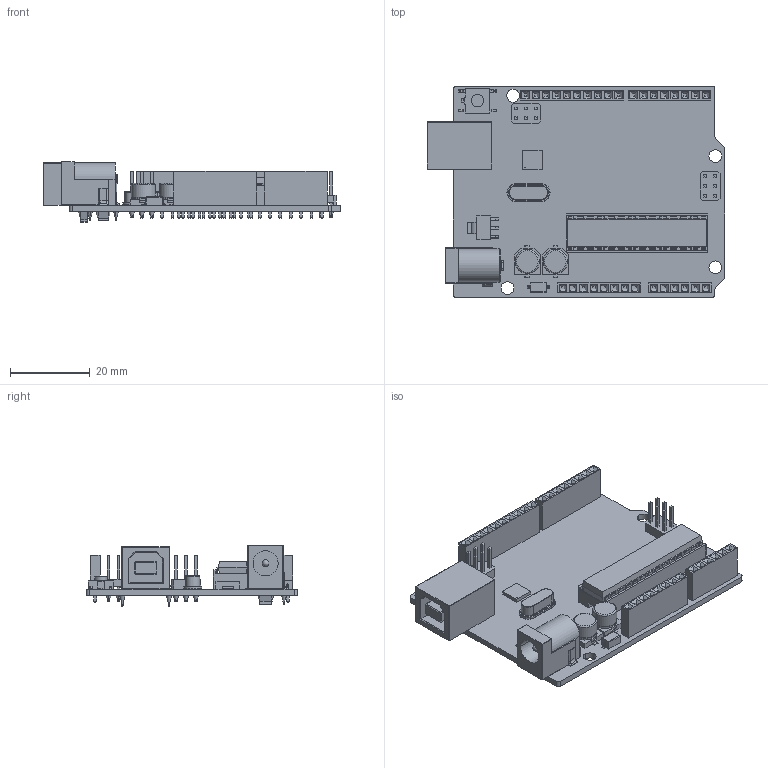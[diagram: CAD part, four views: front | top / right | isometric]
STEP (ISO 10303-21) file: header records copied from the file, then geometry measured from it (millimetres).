
FILE_DESCRIPTION(('FreeCAD Model'),'2;1');
FILE_NAME('base chip_sp.step','2017-06-18T15:04:59',('kicad StepUp'),('ksu MCAD'), 'Open CASCADE STEP processor 6.8','FreeCAD','Unknown');
FILE_SCHEMA(('AUTOMOTIVE_DESIGN_CC2 { 1 2 10303 214 -1 1 5 4 }'));
Length unit declared in the file: millimetre
Products named in the file (2): ASSEMBLY; base_chip_sp
Assembly tree (1 placements, depth 2):
  ASSEMBLY
    base_chip_sp
Bounding box: 74.8 x 53.05 x 15.3 mm (x, y, z)
Volume: 12697.6 mm3; surface area: 14062.8 mm2
Topology: 1 solids, 1 shells, 1781 faces, 4397 edges, 2716 vertices
Faces by surface type: plane 1421, cylinder 242, torus 64, cone 38, sphere 11, bspline 5
Entity records: 64870 total; most frequent: CARTESIAN_POINT 10537, ORIENTED_EDGE 8818, DIRECTION 8183, EDGE_CURVE 4381, LINE 3585, VECTOR 3585, VERTEX_POINT 2716, AXIS2_PLACEMENT_3D 2299
